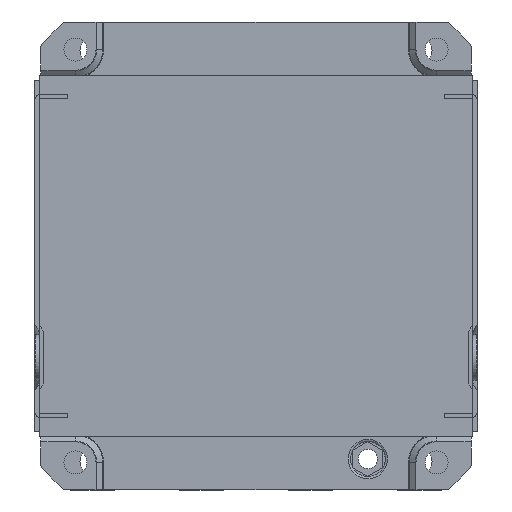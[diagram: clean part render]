
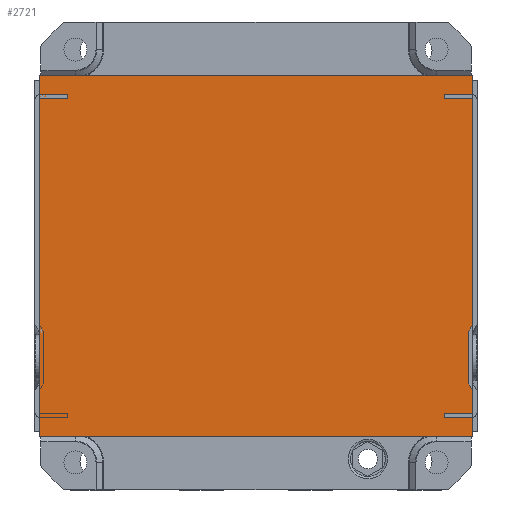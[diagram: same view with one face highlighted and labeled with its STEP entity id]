
A CAD part, front view. The second image highlights one B-rep face of the part: STEP entity #2721.
In plain terms, the highlighted planar face has unit normal (0, -1, 0).
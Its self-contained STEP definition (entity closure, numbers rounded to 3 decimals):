
#2721=ADVANCED_FACE('',(#3636),#3123,.T.);
#3123=PLANE('',#18042);
#3636=FACE_OUTER_BOUND('',#4559,.T.);
#4559=EDGE_LOOP('',(#8079,#8080,#8081,#8082));
#8079=ORIENTED_EDGE('',*,*,#13046,.T.);
#8080=ORIENTED_EDGE('',*,*,#13049,.T.);
#8081=ORIENTED_EDGE('',*,*,#13052,.T.);
#8082=ORIENTED_EDGE('',*,*,#13042,.T.);
#10473=VERTEX_POINT('',#28427);
#10474=VERTEX_POINT('',#28428);
#10477=VERTEX_POINT('',#28436);
#10479=VERTEX_POINT('',#28442);
#13042=EDGE_CURVE('',#10473,#10474,#14888,.T.);
#13046=EDGE_CURVE('',#10474,#10477,#14892,.T.);
#13049=EDGE_CURVE('',#10477,#10479,#14895,.T.);
#13052=EDGE_CURVE('',#10479,#10473,#14898,.T.);
#14888=LINE('',#28426,#16462);
#14892=LINE('',#28435,#16466);
#14895=LINE('',#28441,#16469);
#14898=LINE('',#28447,#16472);
#16462=VECTOR('',#22289,1.);
#16466=VECTOR('',#22295,1.);
#16469=VECTOR('',#22300,1.);
#16472=VECTOR('',#22305,1.);
#18042=AXIS2_PLACEMENT_3D('',#28448,#22306,#22307);
#22289=DIRECTION('',(0.,0.,1.));
#22295=DIRECTION('',(-1.,0.,0.));
#22300=DIRECTION('',(0.,0.,-1.));
#22305=DIRECTION('',(1.,0.,0.));
#22306=DIRECTION('',(0.,-1.,0.));
#22307=DIRECTION('',(-1.,0.,0.));
#28426=CARTESIAN_POINT('',(501.241,-163.349,-30.644));
#28427=CARTESIAN_POINT('',(501.241,-163.349,-64.883));
#28428=CARTESIAN_POINT('',(501.241,-163.349,92.194));
#28435=CARTESIAN_POINT('',(311.803,-163.349,92.194));
#28436=CARTESIAN_POINT('',(312.341,-163.349,92.194));
#28441=CARTESIAN_POINT('',(312.341,-163.349,-30.644));
#28442=CARTESIAN_POINT('',(312.341,-163.349,-64.883));
#28447=CARTESIAN_POINT('',(501.78,-163.349,-64.883));
#28448=CARTESIAN_POINT('',(77.566,-163.349,-55.844));
